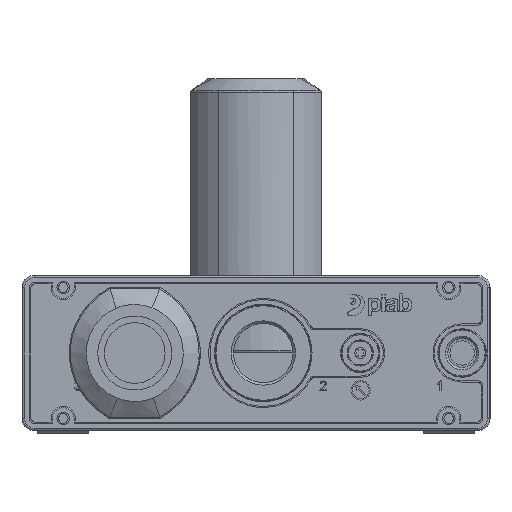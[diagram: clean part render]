
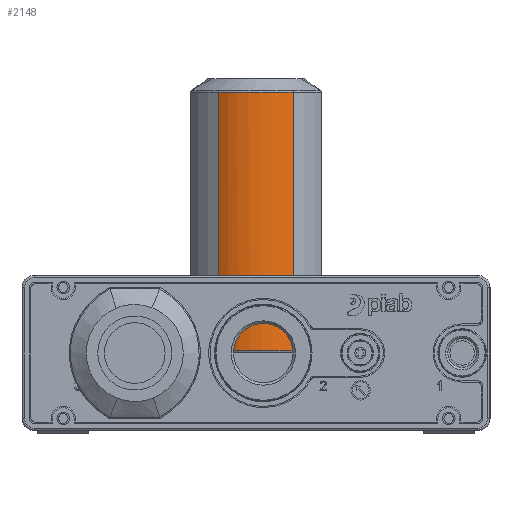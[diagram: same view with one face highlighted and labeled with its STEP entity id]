
A CAD part, front view. The second image highlights one B-rep face of the part: STEP entity #2148.
In plain terms, the highlighted cylindrical face has radius 29 mm (diameter 58 mm), a partial arc.
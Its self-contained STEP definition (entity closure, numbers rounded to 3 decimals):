
#2148 = ADVANCED_FACE( '', ( #5972 ), #5973, .T. );
#5972 = FACE_OUTER_BOUND( '', #10731, .T. );
#5973 = CYLINDRICAL_SURFACE( '', #10732, 29. );
#10731 = EDGE_LOOP( '', ( #24109, #24110, #24111, #24112 ) );
#10732 = AXIS2_PLACEMENT_3D( '', #24113, #24114, #24115 );
#24109 = ORIENTED_EDGE( '', *, *, #30436, .T. );
#24110 = ORIENTED_EDGE( '', *, *, #30120, .T. );
#24111 = ORIENTED_EDGE( '', *, *, #30445, .F. );
#24112 = ORIENTED_EDGE( '', *, *, #30170, .T. );
#24113 = CARTESIAN_POINT( '', ( 0., 2., 105. ) );
#24114 = DIRECTION( '', ( 0., 0., 1. ) );
#24115 = DIRECTION( '', ( -1., 0., 0. ) );
#30120 = EDGE_CURVE( '', #37253, #37257, #37259, .T. );
#30170 = EDGE_CURVE( '', #37331, #37320, #37346, .T. );
#30436 = EDGE_CURVE( '', #37320, #37253, #37853, .T. );
#30445 = EDGE_CURVE( '', #37331, #37257, #37867, .T. );
#37253 = VERTEX_POINT( '', #49480 );
#37257 = VERTEX_POINT( '', #49484 );
#37259 = CIRCLE( '', #49486, 29. );
#37320 = VERTEX_POINT( '', #49903 );
#37331 = VERTEX_POINT( '', #50023 );
#37346 = B_SPLINE_CURVE_WITH_KNOTS( '', 3, ( #50190, #50191, #50192, #50193, #50194, #50195, #50196, #50197, #50198, #50199, #50200, #50201, #50202, #50203, #50204, #50205, #50206, #50207, #50208, #50209, #50210, #50211, #50212, #50213, #50214, #50215, #50216, #50217, #50218, #50219, #50220, #50221, #50222, #50223, #50224, #50225, #50226, #50227, #50228, #50229, #50230, #50231, #50232, #50233, #50234, #50235, #50236, #50237, #50238, #50239, #50240, #50241, #50242, #50243, #50244, #50245, #50246 ), .UNSPECIFIED., .F., .F., ( 4, 2, 1, 1, 1, 1, 1, 1, 1, 1, 2, 1, 2, 2, 1, 1, 1, 1, 1, 1, 1, 1, 1, 2, 1, 2, 2, 1, 1, 1, 1, 1, 1, 1, 1, 1, 2, 2, 1, 1, 2, 1, 2, 4 ), ( 0., 0.001, 0.001, 0.002, 0.003, 0.004, 0.005, 0.006, 0.007, 0.008, 0.009, 0.01, 0.01, 0.01, 0.01, 0.011, 0.012, 0.013, 0.014, 0.015, 0.016, 0.017, 0.018, 0.019, 0.019, 0.019, 0.02, 0.02, 0.021, 0.022, 0.023, 0.024, 0.025, 0.026, 0.027, 0.028, 0.029, 0.029, 0.03, 0.03, 0.031, 0.032, 0.032, 0.032 ), .UNSPECIFIED. );
#37853 = LINE( '', #50920, #50921 );
#37867 = LINE( '', #50940, #50941 );
#49480 = CARTESIAN_POINT( '', ( -15.323, -22.622, 1. ) );
#49484 = CARTESIAN_POINT( '', ( 15.323, -22.622, 1. ) );
#49486 = AXIS2_PLACEMENT_3D( '', #56685, #56686, #56687 );
#49903 = CARTESIAN_POINT( '', ( -15.323, -22.622, 107.473 ) );
#50023 = CARTESIAN_POINT( '', ( 15.323, -22.622, 107.472 ) );
#50190 = CARTESIAN_POINT( '', ( 15.323, -22.622, 107.472 ) );
#50191 = CARTESIAN_POINT( '', ( 15.179, -22.711, 107.472 ) );
#50192 = CARTESIAN_POINT( '', ( 15.034, -22.799, 107.473 ) );
#50193 = CARTESIAN_POINT( '', ( 14.744, -22.973, 107.473 ) );
#50194 = CARTESIAN_POINT( '', ( 14.306, -23.229, 107.474 ) );
#50195 = CARTESIAN_POINT( '', ( 13.569, -23.636, 107.475 ) );
#50196 = CARTESIAN_POINT( '', ( 12.671, -24.092, 107.476 ) );
#50197 = CARTESIAN_POINT( '', ( 11.76, -24.515, 107.477 ) );
#50198 = CARTESIAN_POINT( '', ( 10.836, -24.906, 107.479 ) );
#50199 = CARTESIAN_POINT( '', ( 9.899, -25.264, 107.48 ) );
#50200 = CARTESIAN_POINT( '', ( 8.948, -25.591, 107.481 ) );
#50201 = CARTESIAN_POINT( '', ( 7.985, -25.885, 107.482 ) );
#50202 = CARTESIAN_POINT( '', ( 7.333, -26.06, 107.482 ) );
#50203 = CARTESIAN_POINT( '', ( 6.841, -26.182, 107.483 ) );
#50204 = CARTESIAN_POINT( '', ( 6.636, -26.231, 107.483 ) );
#50205 = CARTESIAN_POINT( '', ( 6.429, -26.278, 107.483 ) );
#50206 = CARTESIAN_POINT( '', ( 6.346, -26.297, 107.483 ) );
#50207 = CARTESIAN_POINT( '', ( 6.305, -26.306, 107.483 ) );
#50208 = CARTESIAN_POINT( '', ( 6.181, -26.334, 107.483 ) );
#50209 = CARTESIAN_POINT( '', ( 5.767, -26.423, 107.483 ) );
#50210 = CARTESIAN_POINT( '', ( 5.021, -26.568, 107.484 ) );
#50211 = CARTESIAN_POINT( '', ( 4.024, -26.725, 107.484 ) );
#50212 = CARTESIAN_POINT( '', ( 3.025, -26.848, 107.484 ) );
#50213 = CARTESIAN_POINT( '', ( 2.025, -26.935, 107.485 ) );
#50214 = CARTESIAN_POINT( '', ( 1.023, -26.988, 107.485 ) );
#50215 = CARTESIAN_POINT( '', ( 0.019, -27.006, 107.485 ) );
#50216 = CARTESIAN_POINT( '', ( -0.986, -26.989, 107.485 ) );
#50217 = CARTESIAN_POINT( '', ( -1.994, -26.937, 107.485 ) );
#50218 = CARTESIAN_POINT( '', ( -2.666, -26.879, 107.485 ) );
#50219 = CARTESIAN_POINT( '', ( -3.087, -26.835, 107.485 ) );
#50220 = CARTESIAN_POINT( '', ( -3.213, -26.822, 107.485 ) );
#50221 = CARTESIAN_POINT( '', ( -3.34, -26.807, 107.484 ) );
#50222 = CARTESIAN_POINT( '', ( -3.424, -26.797, 107.484 ) );
#50223 = CARTESIAN_POINT( '', ( -3.466, -26.792, 107.484 ) );
#50224 = CARTESIAN_POINT( '', ( -3.676, -26.767, 107.484 ) );
#50225 = CARTESIAN_POINT( '', ( -4.18, -26.701, 107.484 ) );
#50226 = CARTESIAN_POINT( '', ( -5.013, -26.569, 107.484 ) );
#50227 = CARTESIAN_POINT( '', ( -6.003, -26.378, 107.483 ) );
#50228 = CARTESIAN_POINT( '', ( -6.983, -26.153, 107.483 ) );
#50229 = CARTESIAN_POINT( '', ( -7.952, -25.894, 107.482 ) );
#50230 = CARTESIAN_POINT( '', ( -8.913, -25.603, 107.481 ) );
#50231 = CARTESIAN_POINT( '', ( -9.863, -25.278, 107.48 ) );
#50232 = CARTESIAN_POINT( '', ( -10.803, -24.919, 107.479 ) );
#50233 = CARTESIAN_POINT( '', ( -11.734, -24.527, 107.478 ) );
#50234 = CARTESIAN_POINT( '', ( -12.347, -24.242, 107.477 ) );
#50235 = CARTESIAN_POINT( '', ( -12.729, -24.057, 107.477 ) );
#50236 = CARTESIAN_POINT( '', ( -12.805, -24.02, 107.476 ) );
#50237 = CARTESIAN_POINT( '', ( -12.957, -23.945, 107.476 ) );
#50238 = CARTESIAN_POINT( '', ( -13.184, -23.831, 107.476 ) );
#50239 = CARTESIAN_POINT( '', ( -13.711, -23.558, 107.475 ) );
#50240 = CARTESIAN_POINT( '', ( -14.156, -23.313, 107.475 ) );
#50241 = CARTESIAN_POINT( '', ( -14.597, -23.059, 107.474 ) );
#50242 = CARTESIAN_POINT( '', ( -14.816, -22.931, 107.474 ) );
#50243 = CARTESIAN_POINT( '', ( -15.034, -22.799, 107.473 ) );
#50244 = CARTESIAN_POINT( '', ( -15.178, -22.711, 107.473 ) );
#50245 = CARTESIAN_POINT( '', ( -15.251, -22.666, 107.473 ) );
#50246 = CARTESIAN_POINT( '', ( -15.323, -22.622, 107.473 ) );
#50920 = CARTESIAN_POINT( '', ( -15.323, -22.622, 105. ) );
#50921 = VECTOR( '', #57343, 1000. );
#50940 = CARTESIAN_POINT( '', ( 15.323, -22.622, 105. ) );
#50941 = VECTOR( '', #57358, 1000. );
#56685 = CARTESIAN_POINT( '', ( 0., 2., 1. ) );
#56686 = DIRECTION( '', ( 0., 0., 1. ) );
#56687 = DIRECTION( '', ( 1., 0., 0. ) );
#57343 = DIRECTION( '', ( 0., 0., -1. ) );
#57358 = DIRECTION( '', ( 0., 0., -1. ) );
